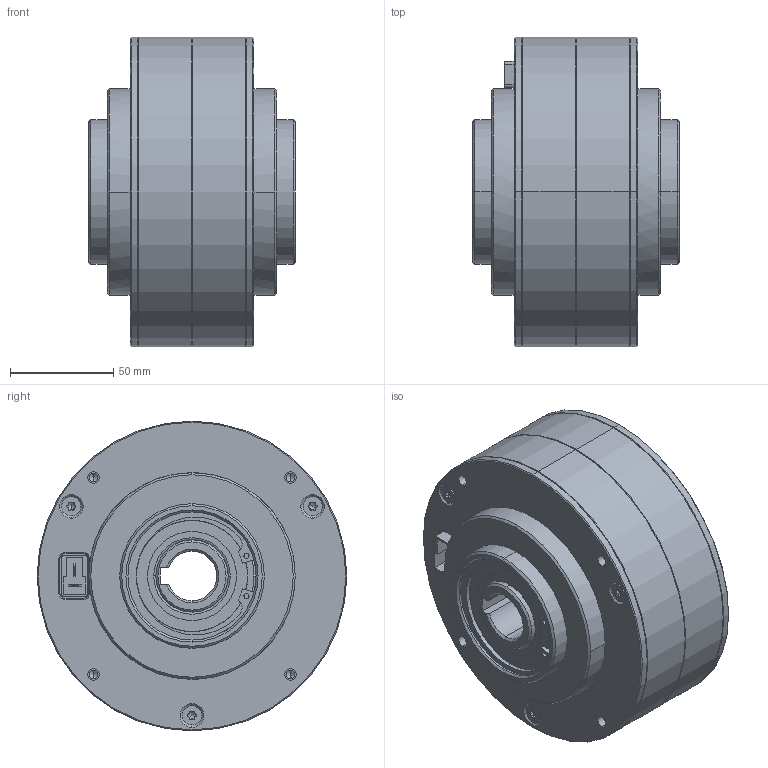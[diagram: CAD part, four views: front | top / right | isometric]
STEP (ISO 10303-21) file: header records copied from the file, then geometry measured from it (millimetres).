
FILE_DESCRIPTION (( 'STEP AP214' ), '1' );
FILE_NAME ('MPB50_035a-032...035.STEP', '2024-02-05T09:02:29', ( '' ), ( '' ), 'SwSTEP 2.0', 'SolidWorks 2023', '' );
FILE_SCHEMA (( 'AUTOMOTIVE_DESIGN' ));
Length unit declared in the file: millimetre
Products named in the file (1): MPB50_035a-032...035
Bounding box: 100 x 150 x 150 mm (x, y, z)
Volume: 1233217.3 mm3; surface area: 89605.3 mm2
Topology: 1 solids, 10 shells, 629 faces, 1621 edges, 1020 vertices
Faces by surface type: cylinder 318, plane 195, cone 102, torus 14
Entity records: 26391 total; most frequent: CARTESIAN_POINT 4039, DIRECTION 3435, ORIENTED_EDGE 3186, EDGE_CURVE 1593, AXIS2_PLACEMENT_3D 1324, VERTEX_POINT 1020, VECTOR 787, LINE 787
